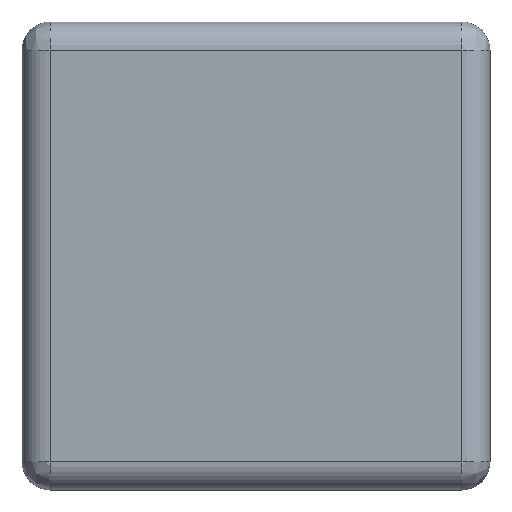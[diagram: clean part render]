
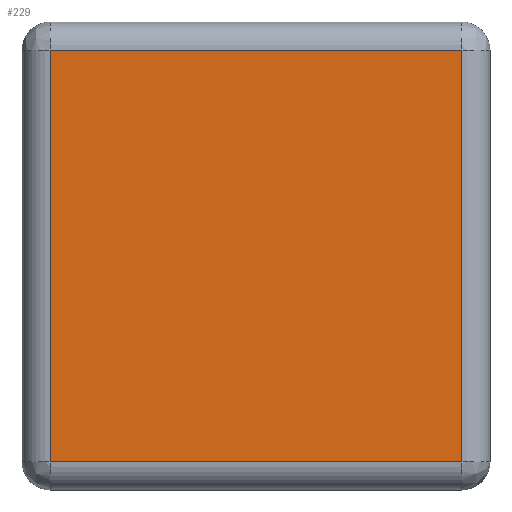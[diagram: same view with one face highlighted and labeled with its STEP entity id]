
A CAD part, front view. The second image highlights one B-rep face of the part: STEP entity #229.
In plain terms, the highlighted planar face has unit normal (0, -1, 0).
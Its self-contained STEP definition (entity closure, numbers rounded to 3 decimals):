
#12 = DIRECTION ( 'NONE',  ( 0., 1., 0. ) ) ;
#29 = DIRECTION ( 'NONE',  ( 1., 0., 0. ) ) ;
#45 = VECTOR ( 'NONE', #227, 1000. ) ;
#49 = DIRECTION ( 'NONE',  ( 0., 0., 1. ) ) ;
#51 = CARTESIAN_POINT ( 'NONE',  ( 0., -4., 0. ) ) ;
#52 = CARTESIAN_POINT ( 'NONE',  ( -22., -4., 30. ) ) ;
#53 = DIRECTION ( 'NONE',  ( 0., 0., -1. ) ) ;
#57 = VECTOR ( 'NONE', #53, 1000. ) ;
#74 = EDGE_LOOP ( 'NONE', ( #154, #327, #289, #471 ) ) ;
#94 = VERTEX_POINT ( 'NONE', #383 ) ;
#106 = EDGE_CURVE ( 'NONE', #241, #94, #352, .T. ) ;
#129 = CARTESIAN_POINT ( 'NONE',  ( 22., -4., 30. ) ) ;
#154 = ORIENTED_EDGE ( 'NONE', *, *, #463, .F. ) ;
#165 = PLANE ( 'NONE',  #522 ) ;
#172 = VERTEX_POINT ( 'NONE', #294 ) ;
#185 = CARTESIAN_POINT ( 'NONE',  ( 30., -4., -22. ) ) ;
#227 = DIRECTION ( 'NONE',  ( -1., 0., 0. ) ) ;
#229 = ADVANCED_FACE ( 'NONE', ( #253 ), #165, .F. ) ;
#233 = LINE ( 'NONE', #52, #318 ) ;
#241 = VERTEX_POINT ( 'NONE', #520 ) ;
#253 = FACE_OUTER_BOUND ( 'NONE', #74, .T. ) ;
#274 = CARTESIAN_POINT ( 'NONE',  ( 30., -4., 22. ) ) ;
#289 = ORIENTED_EDGE ( 'NONE', *, *, #328, .F. ) ;
#294 = CARTESIAN_POINT ( 'NONE',  ( -22., -4., 22. ) ) ;
#318 = VECTOR ( 'NONE', #49, 1000. ) ;
#327 = ORIENTED_EDGE ( 'NONE', *, *, #106, .F. ) ;
#328 = EDGE_CURVE ( 'NONE', #172, #241, #539, .T. ) ;
#341 = DIRECTION ( 'NONE',  ( 0., 0., 1. ) ) ;
#352 = LINE ( 'NONE', #129, #57 ) ;
#383 = CARTESIAN_POINT ( 'NONE',  ( 22., -4., -22. ) ) ;
#387 = LINE ( 'NONE', #185, #45 ) ;
#463 = EDGE_CURVE ( 'NONE', #94, #533, #387, .T. ) ;
#471 = ORIENTED_EDGE ( 'NONE', *, *, #514, .F. ) ;
#514 = EDGE_CURVE ( 'NONE', #533, #172, #233, .T. ) ;
#517 = CARTESIAN_POINT ( 'NONE',  ( -22., -4., -22. ) ) ;
#520 = CARTESIAN_POINT ( 'NONE',  ( 22., -4., 22. ) ) ;
#522 = AXIS2_PLACEMENT_3D ( 'NONE', #51, #12, #341 ) ;
#532 = VECTOR ( 'NONE', #29, 1000. ) ;
#533 = VERTEX_POINT ( 'NONE', #517 ) ;
#539 = LINE ( 'NONE', #274, #532 ) ;
